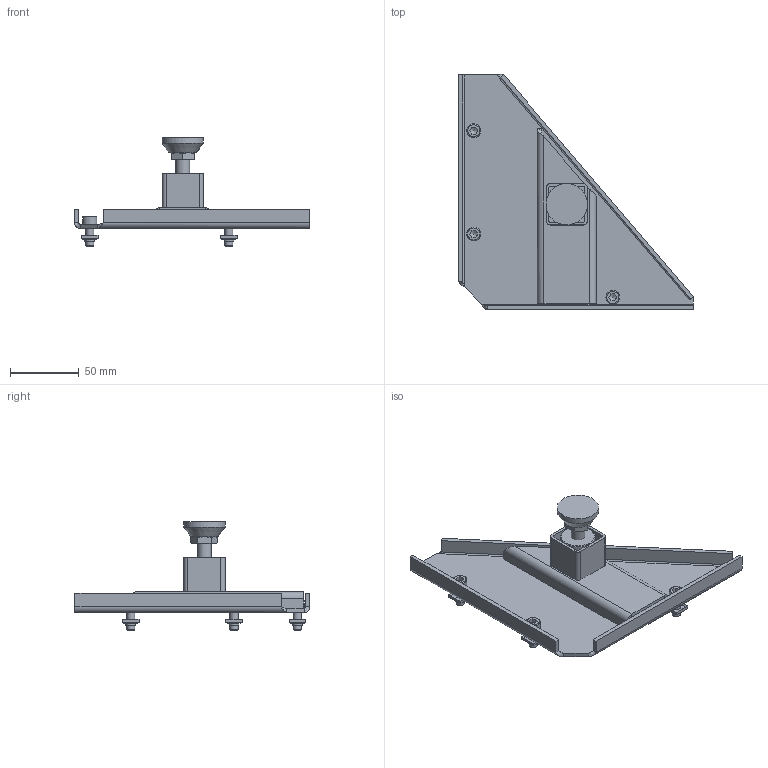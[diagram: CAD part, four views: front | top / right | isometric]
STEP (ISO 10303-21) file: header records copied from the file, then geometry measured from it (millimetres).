
FILE_DESCRIPTION((''),'2;1');
FILE_NAME('DOPODN03_vozno_podnožje_server_net.stp','2020-03-30T19:47:06',('SUPER'),(''),'Autodesk Inventor 2010','Autodesk Inventor 2010','');
FILE_SCHEMA(('AUTOMOTIVE_DESIGN { 1 0 10303 214 1 1 1 1 }'));
Length unit declared in the file: millimetre
Products named in the file (9): DOPODN03_vozno_podnožje_server_net; NOSILEC KOLES-VARJENJE; NOSILEC KOLES_1; OJAČITEV NOSILCA KOLES_1; DIN 912 - replaced by DIN EN ISO 4762 M6 x 16; MATICA ENOJNA M6; Part8; MATICA FI 25 M 10; NOGA FI30-M10
Assembly tree (12 placements, depth 3):
  DOPODN03_vozno_podnožje_server_net
    NOSILEC KOLES-VARJENJE
      NOSILEC KOLES_1
      OJAČITEV NOSILCA KOLES_1
    DIN 912 - replaced by DIN EN ISO 4762 M6 x 16  x3
    MATICA ENOJNA M6  x3
    Part8
    MATICA FI 25 M 10
    NOGA FI30-M10
Bounding box: 170.5 x 171.04 x 79 mm (x, y, z)
Volume: 109357.7 mm3; surface area: 75099.4 mm2
Topology: 11 solids, 11 shells, 240 faces, 539 edges, 317 vertices
Faces by surface type: plane 137, cylinder 57, bspline 15, cone 13, sphere 12, torus 6
Full cylindrical faces by diameter (mm): 5 x3, 6 x3, 7 x3, 10 x4, 25 x1, 30 x1
Entity records: 4531 total; most frequent: CARTESIAN_POINT 1037, DIRECTION 679, ORIENTED_EDGE 614, EDGE_CURVE 307, AXIS2_PLACEMENT_3D 242, VERTEX_POINT 201, EDGE_LOOP 196, VECTOR 195
